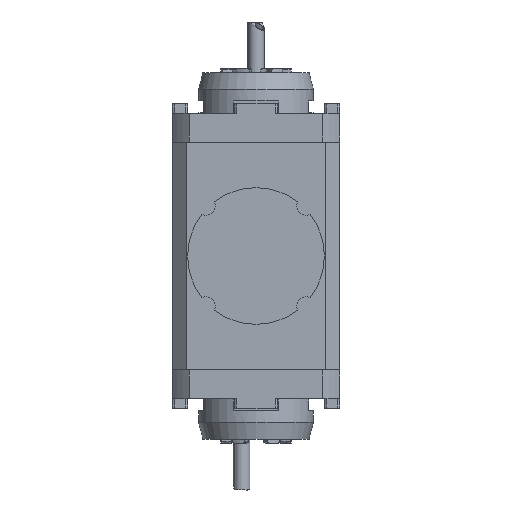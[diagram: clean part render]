
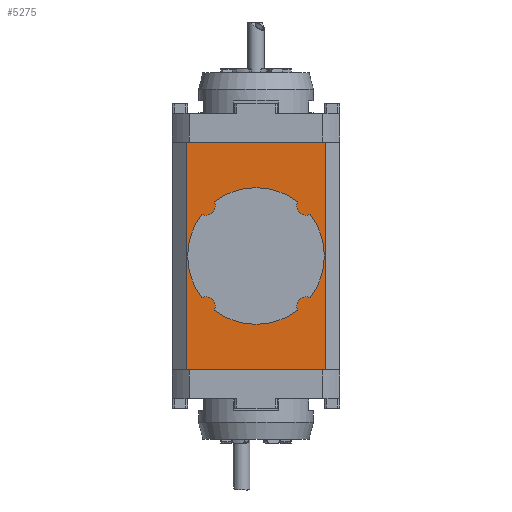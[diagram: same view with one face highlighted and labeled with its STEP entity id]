
A CAD part, left-side view. The second image highlights one B-rep face of the part: STEP entity #5275.
In plain terms, the highlighted planar face has unit normal (-1, 0, 0).
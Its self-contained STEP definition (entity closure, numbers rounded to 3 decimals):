
#132 = EDGE_CURVE ( 'NONE', #8672, #8920, #25791, .T. ) ;
#964 = DIRECTION ( 'NONE',  ( 1., 0., 0. ) ) ;
#993 = DIRECTION ( 'NONE',  ( 1., 0., 0. ) ) ;
#1794 = CARTESIAN_POINT ( 'NONE',  ( 0., 0., -47.5 ) ) ;
#1861 = AXIS2_PLACEMENT_3D ( 'NONE', #9348, #31040, #6758 ) ;
#1929 = VECTOR ( 'NONE', #28885, 1000. ) ;
#2053 = CARTESIAN_POINT ( 'NONE',  ( 0., -29., 47.5 ) ) ;
#2122 = CIRCLE ( 'NONE', #29869, 28.5 ) ;
#2664 = CARTESIAN_POINT ( 'NONE',  ( 0., 0., 47.5 ) ) ;
#2821 = AXIS2_PLACEMENT_3D ( 'NONE', #15116, #10412, #22948 ) ;
#2946 = ORIENTED_EDGE ( 'NONE', *, *, #7080, .T. ) ;
#3713 = DIRECTION ( 'NONE',  ( 0., 0., -1. ) ) ;
#3912 = CARTESIAN_POINT ( 'NONE',  ( 0., -29., 0. ) ) ;
#3932 = EDGE_CURVE ( 'NONE', #6021, #18791, #2122, .T. ) ;
#3961 = CARTESIAN_POINT ( 'NONE',  ( 0., 0., -47.5 ) ) ;
#3962 = CARTESIAN_POINT ( 'NONE',  ( 0., 0., 0. ) ) ;
#4871 = EDGE_CURVE ( 'NONE', #26060, #8187, #24500, .T. ) ;
#5275 = ADVANCED_FACE ( 'Defeature completata1_3', ( #21602, #11457 ), #6463, .F. ) ;
#5448 = CARTESIAN_POINT ( 'NONE',  ( 0., 0., 47.5 ) ) ;
#5647 = CIRCLE ( 'NONE', #7757, 28.5 ) ;
#5827 = LINE ( 'NONE', #3912, #23200 ) ;
#5849 = AXIS2_PLACEMENT_3D ( 'NONE', #3962, #6537, #11359 ) ;
#6021 = VERTEX_POINT ( 'NONE', #25223 ) ;
#6139 = EDGE_CURVE ( 'NONE', #26694, #28408, #19233, .T. ) ;
#6463 = PLANE ( 'NONE',  #21258 ) ;
#6537 = DIRECTION ( 'NONE',  ( 1., 0., 0. ) ) ;
#6685 = CARTESIAN_POINT ( 'NONE',  ( 0., 29., -47.5 ) ) ;
#6758 = DIRECTION ( 'NONE',  ( 0., 0., -1. ) ) ;
#6796 = DIRECTION ( 'NONE',  ( 0., 0., -1. ) ) ;
#7080 = EDGE_CURVE ( 'NONE', #12892, #29349, #16215, .T. ) ;
#7209 = CARTESIAN_POINT ( 'NONE',  ( 0., -27.928, -47.5 ) ) ;
#7431 = CARTESIAN_POINT ( 'NONE',  ( 0., -22.617, 17.341 ) ) ;
#7716 = EDGE_CURVE ( 'NONE', #26694, #18791, #9012, .T. ) ;
#7733 = ORIENTED_EDGE ( 'NONE', *, *, #31318, .F. ) ;
#7741 = CARTESIAN_POINT ( 'NONE',  ( 0., -27.928, 47.5 ) ) ;
#7757 = AXIS2_PLACEMENT_3D ( 'NONE', #26018, #23095, #30486 ) ;
#8154 = DIRECTION ( 'NONE',  ( 0., 0., -1. ) ) ;
#8187 = VERTEX_POINT ( 'NONE', #7741 ) ;
#8672 = VERTEX_POINT ( 'NONE', #22638 ) ;
#8920 = VERTEX_POINT ( 'NONE', #23564 ) ;
#8929 = CARTESIAN_POINT ( 'NONE',  ( 0., -17.341, 22.617 ) ) ;
#9012 = CIRCLE ( 'NONE', #1861, 4. ) ;
#9348 = CARTESIAN_POINT ( 'NONE',  ( 0., -21., 21. ) ) ;
#9866 = ORIENTED_EDGE ( 'NONE', *, *, #29432, .T. ) ;
#9877 = AXIS2_PLACEMENT_3D ( 'NONE', #23044, #993, #24002 ) ;
#10242 = CARTESIAN_POINT ( 'NONE',  ( 0., 27.928, 47.5 ) ) ;
#10412 = DIRECTION ( 'NONE',  ( 1., 0., 0. ) ) ;
#10428 = VECTOR ( 'NONE', #11876, 1000. ) ;
#10594 = ORIENTED_EDGE ( 'NONE', *, *, #6139, .T. ) ;
#10632 = ORIENTED_EDGE ( 'NONE', *, *, #27742, .F. ) ;
#10778 = VERTEX_POINT ( 'NONE', #7209 ) ;
#10886 = DIRECTION ( 'NONE',  ( 0., -1., 0. ) ) ;
#10914 = VECTOR ( 'NONE', #6796, 1000. ) ;
#11001 = DIRECTION ( 'NONE',  ( 0., -1., 0. ) ) ;
#11070 = EDGE_CURVE ( 'NONE', #29184, #16322, #5647, .T. ) ;
#11359 = DIRECTION ( 'NONE',  ( 0., 0., -1. ) ) ;
#11457 = FACE_BOUND ( 'NONE', #27941, .T. ) ;
#11469 = VECTOR ( 'NONE', #11001, 1000. ) ;
#11527 = ORIENTED_EDGE ( 'NONE', *, *, #11070, .T. ) ;
#11876 = DIRECTION ( 'NONE',  ( 0., 1., 0. ) ) ;
#12206 = VERTEX_POINT ( 'NONE', #22151 ) ;
#12486 = CIRCLE ( 'NONE', #22734, 4. ) ;
#12581 = VERTEX_POINT ( 'NONE', #26730 ) ;
#12818 = CARTESIAN_POINT ( 'NONE',  ( 0., 21., 21. ) ) ;
#12883 = CARTESIAN_POINT ( 'NONE',  ( 0., 0., 0. ) ) ;
#12892 = VERTEX_POINT ( 'NONE', #24124 ) ;
#14112 = ORIENTED_EDGE ( 'NONE', *, *, #132, .T. ) ;
#14438 = ORIENTED_EDGE ( 'NONE', *, *, #4871, .T. ) ;
#14771 = ORIENTED_EDGE ( 'NONE', *, *, #26065, .F. ) ;
#14861 = ORIENTED_EDGE ( 'NONE', *, *, #28070, .F. ) ;
#15116 = CARTESIAN_POINT ( 'NONE',  ( 0., -21., -21. ) ) ;
#15975 = DIRECTION ( 'NONE',  ( 1., 0., 0. ) ) ;
#16060 = ORIENTED_EDGE ( 'NONE', *, *, #18192, .T. ) ;
#16215 = CIRCLE ( 'NONE', #18244, 28.5 ) ;
#16306 = CARTESIAN_POINT ( 'NONE',  ( 0., 0., 0. ) ) ;
#16322 = VERTEX_POINT ( 'NONE', #19670 ) ;
#16454 = CARTESIAN_POINT ( 'NONE',  ( 0., 29., 0. ) ) ;
#16472 = CARTESIAN_POINT ( 'NONE',  ( 0., -22.617, -17.341 ) ) ;
#17142 = ORIENTED_EDGE ( 'NONE', *, *, #3932, .T. ) ;
#17713 = ORIENTED_EDGE ( 'NONE', *, *, #26306, .T. ) ;
#17896 = CARTESIAN_POINT ( 'NONE',  ( 0., -17.341, -22.617 ) ) ;
#18038 = ORIENTED_EDGE ( 'NONE', *, *, #21908, .T. ) ;
#18192 = EDGE_CURVE ( 'NONE', #12206, #26060, #5827, .T. ) ;
#18244 = AXIS2_PLACEMENT_3D ( 'NONE', #20756, #28157, #25436 ) ;
#18343 = DIRECTION ( 'NONE',  ( 0., 0., -1. ) ) ;
#18615 = VECTOR ( 'NONE', #27223, 1000. ) ;
#18791 = VERTEX_POINT ( 'NONE', #8929 ) ;
#19233 = CIRCLE ( 'NONE', #5849, 28.5 ) ;
#19609 = CIRCLE ( 'NONE', #9877, 4. ) ;
#19670 = CARTESIAN_POINT ( 'NONE',  ( 0., 17.341, -22.617 ) ) ;
#20304 = VECTOR ( 'NONE', #10886, 1000. ) ;
#20750 = VERTEX_POINT ( 'NONE', #10242 ) ;
#20756 = CARTESIAN_POINT ( 'NONE',  ( 0., 0., 0. ) ) ;
#21107 = LINE ( 'NONE', #1794, #27769 ) ;
#21258 = AXIS2_PLACEMENT_3D ( 'NONE', #16306, #15975, #3713 ) ;
#21446 = DIRECTION ( 'NONE',  ( 0., -1., 0. ) ) ;
#21602 = FACE_OUTER_BOUND ( 'NONE', #28081, .T. ) ;
#21908 = EDGE_CURVE ( 'NONE', #10778, #12206, #21107, .T. ) ;
#22151 = CARTESIAN_POINT ( 'NONE',  ( 0., -29., -47.5 ) ) ;
#22638 = CARTESIAN_POINT ( 'NONE',  ( 0., 29., 47.5 ) ) ;
#22734 = AXIS2_PLACEMENT_3D ( 'NONE', #12818, #23266, #8154 ) ;
#22948 = DIRECTION ( 'NONE',  ( 0., 0., -1. ) ) ;
#23044 = CARTESIAN_POINT ( 'NONE',  ( 0., 21., -21. ) ) ;
#23095 = DIRECTION ( 'NONE',  ( 1., 0., 0. ) ) ;
#23200 = VECTOR ( 'NONE', #25981, 1000. ) ;
#23238 = LINE ( 'NONE', #23406, #11469 ) ;
#23266 = DIRECTION ( 'NONE',  ( 1., 0., 0. ) ) ;
#23406 = CARTESIAN_POINT ( 'NONE',  ( 0., -29., 47.5 ) ) ;
#23564 = CARTESIAN_POINT ( 'NONE',  ( 0., 29., -47.5 ) ) ;
#23922 = EDGE_CURVE ( 'NONE', #20750, #8187, #23238, .T. ) ;
#24002 = DIRECTION ( 'NONE',  ( 0., 0., -1. ) ) ;
#24124 = CARTESIAN_POINT ( 'NONE',  ( 0., 22.617, -17.341 ) ) ;
#24500 = LINE ( 'NONE', #5448, #18615 ) ;
#25223 = CARTESIAN_POINT ( 'NONE',  ( 0., 17.341, 22.617 ) ) ;
#25436 = DIRECTION ( 'NONE',  ( 0., 0., -1. ) ) ;
#25791 = LINE ( 'NONE', #16454, #10914 ) ;
#25981 = DIRECTION ( 'NONE',  ( 0., 0., 1. ) ) ;
#26018 = CARTESIAN_POINT ( 'NONE',  ( 0., 0., 0. ) ) ;
#26021 = LINE ( 'NONE', #6685, #1929 ) ;
#26060 = VERTEX_POINT ( 'NONE', #2053 ) ;
#26065 = EDGE_CURVE ( 'NONE', #29184, #28408, #28006, .T. ) ;
#26306 = EDGE_CURVE ( 'NONE', #8920, #12581, #30504, .T. ) ;
#26694 = VERTEX_POINT ( 'NONE', #7431 ) ;
#26730 = CARTESIAN_POINT ( 'NONE',  ( 0., 27.928, -47.5 ) ) ;
#27024 = LINE ( 'NONE', #2664, #10428 ) ;
#27223 = DIRECTION ( 'NONE',  ( 0., 1., 0. ) ) ;
#27742 = EDGE_CURVE ( 'NONE', #12892, #16322, #19609, .T. ) ;
#27769 = VECTOR ( 'NONE', #21446, 1000. ) ;
#27941 = EDGE_LOOP ( 'NONE', ( #14861, #17142, #31579, #10594, #14771, #11527, #10632, #2946 ) ) ;
#28006 = CIRCLE ( 'NONE', #2821, 4. ) ;
#28070 = EDGE_CURVE ( 'NONE', #6021, #29349, #12486, .T. ) ;
#28081 = EDGE_LOOP ( 'NONE', ( #14438, #28284, #9866, #14112, #17713, #7733, #18038, #16060 ) ) ;
#28157 = DIRECTION ( 'NONE',  ( 1., 0., 0. ) ) ;
#28284 = ORIENTED_EDGE ( 'NONE', *, *, #23922, .F. ) ;
#28408 = VERTEX_POINT ( 'NONE', #16472 ) ;
#28885 = DIRECTION ( 'NONE',  ( 0., 1., 0. ) ) ;
#29184 = VERTEX_POINT ( 'NONE', #17896 ) ;
#29349 = VERTEX_POINT ( 'NONE', #30843 ) ;
#29432 = EDGE_CURVE ( 'NONE', #20750, #8672, #27024, .T. ) ;
#29869 = AXIS2_PLACEMENT_3D ( 'NONE', #12883, #964, #18343 ) ;
#30486 = DIRECTION ( 'NONE',  ( 0., 0., -1. ) ) ;
#30504 = LINE ( 'NONE', #3961, #20304 ) ;
#30843 = CARTESIAN_POINT ( 'NONE',  ( 0., 22.617, 17.341 ) ) ;
#31040 = DIRECTION ( 'NONE',  ( 1., 0., 0. ) ) ;
#31318 = EDGE_CURVE ( 'NONE', #10778, #12581, #26021, .T. ) ;
#31579 = ORIENTED_EDGE ( 'NONE', *, *, #7716, .F. ) ;
